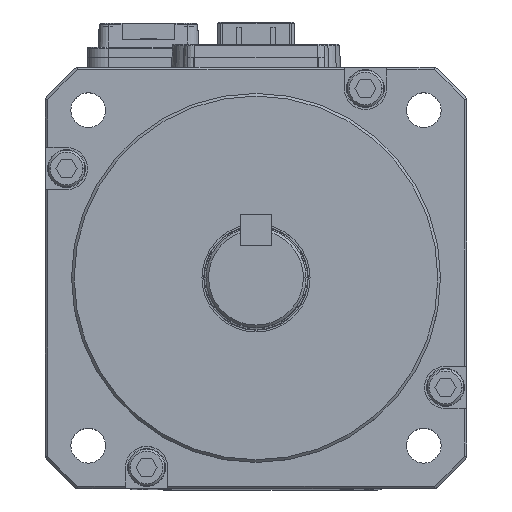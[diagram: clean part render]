
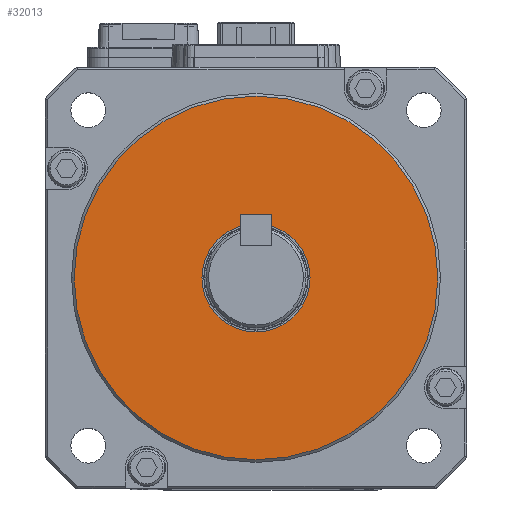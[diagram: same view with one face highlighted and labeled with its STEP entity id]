
A CAD part, top view. The second image highlights one B-rep face of the part: STEP entity #32013.
In plain terms, the highlighted planar face has unit normal (0, 0, 1).
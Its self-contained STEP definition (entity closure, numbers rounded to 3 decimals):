
#9508 = FACE_BOUND ( 'NONE', #79865, .T. ) ;
#9535 = FACE_OUTER_BOUND ( 'NONE', #79888, .T. ) ;
#9552 = DIRECTION ( 'NONE',  ( 0., 0., 1. ) ) ;
#9554 = PLANE ( 'NONE',  #71704 ) ;
#9567 = DIRECTION ( 'NONE',  ( 1., 0., 0. ) ) ;
#9576 = CARTESIAN_POINT ( 'NONE',  ( 0., 0., 59.5 ) ) ;
#12449 = CARTESIAN_POINT ( 'NONE',  ( 0., 0., 59.5 ) ) ;
#12456 = DIRECTION ( 'NONE',  ( 0., 0., 1. ) ) ;
#12476 = DIRECTION ( 'NONE',  ( 1., 0., 0. ) ) ;
#12835 = DIRECTION ( 'NONE',  ( 1., 0., 0. ) ) ;
#12889 = CARTESIAN_POINT ( 'NONE',  ( 0., 0., 59.5 ) ) ;
#12892 = DIRECTION ( 'NONE',  ( 0., 0., 1. ) ) ;
#13089 = CARTESIAN_POINT ( 'NONE',  ( 10.25, 0., 59.5 ) ) ;
#13266 = CARTESIAN_POINT ( 'NONE',  ( -34.5, 0., 59.5 ) ) ;
#13273 = CARTESIAN_POINT ( 'NONE',  ( 34.5, 0., 59.5 ) ) ;
#13278 = CARTESIAN_POINT ( 'NONE',  ( -10.25, 0., 59.5 ) ) ;
#32013 = ADVANCED_FACE ( 'NONE', ( #9535, #9508 ), #9554, .T. ) ;
#35070 = EDGE_CURVE ( 'NONE', #35220, #35373, #71495, .T. ) ;
#35141 = EDGE_CURVE ( 'NONE', #35388, #35370, #67912, .T. ) ;
#35220 = VERTEX_POINT ( 'NONE', #13089 ) ;
#35370 = VERTEX_POINT ( 'NONE', #13273 ) ;
#35373 = VERTEX_POINT ( 'NONE', #13278 ) ;
#35388 = VERTEX_POINT ( 'NONE', #13266 ) ;
#57877 = CIRCLE ( 'NONE', #57903, 34.5 ) ;
#57903 = AXIS2_PLACEMENT_3D ( 'NONE', #61811, #61792, #61732 ) ;
#57986 = CIRCLE ( 'NONE', #57991, 10.25 ) ;
#57991 = AXIS2_PLACEMENT_3D ( 'NONE', #62025, #61979, #61985 ) ;
#61732 = DIRECTION ( 'NONE',  ( 1., 0., 0. ) ) ;
#61792 = DIRECTION ( 'NONE',  ( 0., 0., 1. ) ) ;
#61811 = CARTESIAN_POINT ( 'NONE',  ( 0., 0., 59.5 ) ) ;
#61979 = DIRECTION ( 'NONE',  ( 0., 0., 1. ) ) ;
#61985 = DIRECTION ( 'NONE',  ( 1., 0., 0. ) ) ;
#62025 = CARTESIAN_POINT ( 'NONE',  ( 0., 0., 59.5 ) ) ;
#67912 = CIRCLE ( 'NONE', #67946, 34.5 ) ;
#67946 = AXIS2_PLACEMENT_3D ( 'NONE', #12889, #12892, #12835 ) ;
#68527 = EDGE_CURVE ( 'NONE', #35370, #35388, #57877, .T. ) ;
#68586 = EDGE_CURVE ( 'NONE', #35373, #35220, #57986, .T. ) ;
#71495 = CIRCLE ( 'NONE', #71548, 10.25 ) ;
#71548 = AXIS2_PLACEMENT_3D ( 'NONE', #12449, #12456, #12476 ) ;
#71704 = AXIS2_PLACEMENT_3D ( 'NONE', #9576, #9552, #9567 ) ;
#79865 = EDGE_LOOP ( 'NONE', ( #88671, #88619 ) ) ;
#79888 = EDGE_LOOP ( 'NONE', ( #88606, #88628 ) ) ;
#88606 = ORIENTED_EDGE ( 'NONE', *, *, #35141, .T. ) ;
#88619 = ORIENTED_EDGE ( 'NONE', *, *, #35070, .F. ) ;
#88628 = ORIENTED_EDGE ( 'NONE', *, *, #68527, .T. ) ;
#88671 = ORIENTED_EDGE ( 'NONE', *, *, #68586, .F. ) ;
